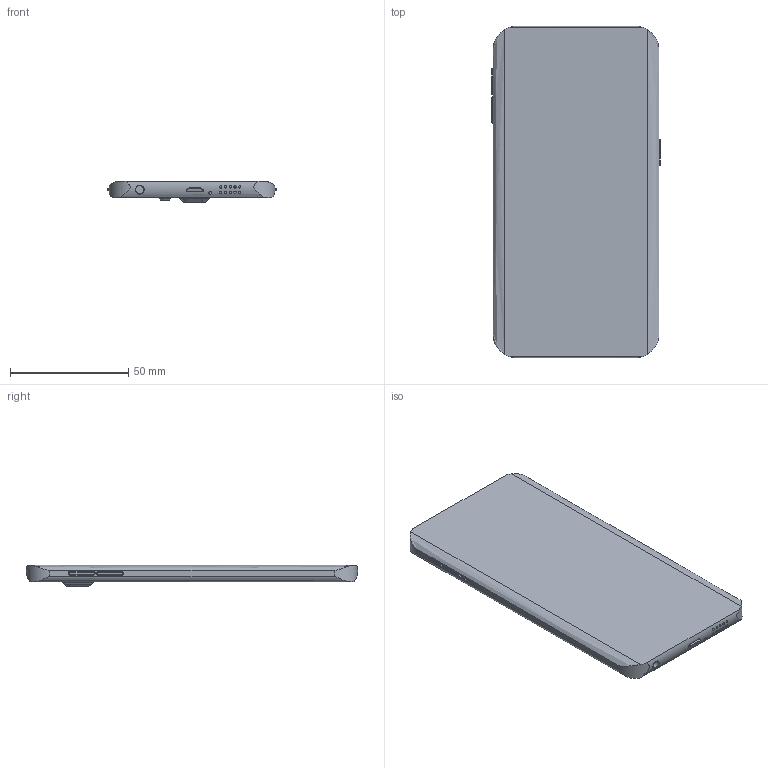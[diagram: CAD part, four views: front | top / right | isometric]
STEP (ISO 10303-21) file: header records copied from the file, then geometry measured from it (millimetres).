
FILE_DESCRIPTION (( 'STEP AP214' ), '1' );
FILE_NAME ('iphone 6 edge adel.STEP', '2015-06-13T18:47:27', ( '' ), ( '' ), 'SwSTEP 2.0', 'SolidWorks 2015', '' );
FILE_SCHEMA (( 'AUTOMOTIVE_DESIGN' ));
Length unit declared in the file: millimetre
Products named in the file (1): iphone 6 edge adel
Bounding box: 71 x 139.9 x 9 mm (x, y, z)
Volume: 66701.1 mm3; surface area: 22773.7 mm2
Topology: 2 solids, 2 shells, 332 faces, 804 edges, 507 vertices
Faces by surface type: plane 130, cylinder 96, bspline 56, torus 32, cone 16, sphere 2
Entity records: 13671 total; most frequent: CARTESIAN_POINT 5087, ORIENTED_EDGE 1600, DIRECTION 1414, EDGE_CURVE 800, VERTEX_POINT 507, AXIS2_PLACEMENT_3D 493, LINE 428, VECTOR 428
